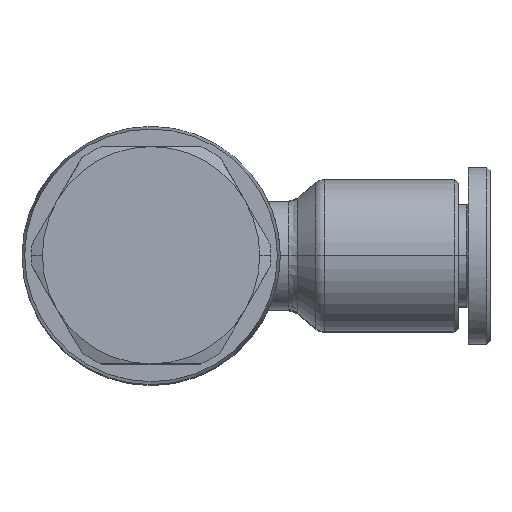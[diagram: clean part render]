
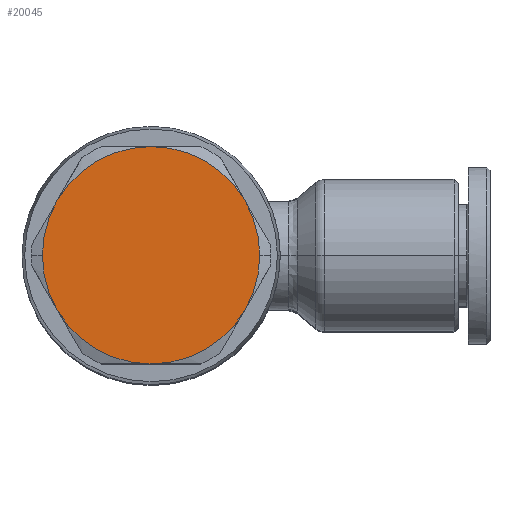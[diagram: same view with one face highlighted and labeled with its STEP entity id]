
A CAD part, top view. The second image highlights one B-rep face of the part: STEP entity #20045.
In plain terms, the highlighted planar face has unit normal (0, 0, 1).
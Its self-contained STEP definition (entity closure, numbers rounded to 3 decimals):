
#1893=CARTESIAN_POINT('',(-6.,0.,12.));
#1894=VERTEX_POINT('',#1893);
#1902=CARTESIAN_POINT('',(-4.928,-4.,12.));
#1903=VERTEX_POINT('',#1902);
#1917=CARTESIAN_POINT('',(2.,0.,12.));
#1918=DIRECTION('',(0.0,0.0,1.0));
#1919=DIRECTION('',(1.0,0.0,0.0));
#1920=AXIS2_PLACEMENT_3D('',#1917,#1918,#1919);
#1921=CIRCLE('',#1920,8.);
#1922=EDGE_CURVE('',#1894,#1903,#1921,.T.);
#1932=CARTESIAN_POINT('',(10.,0.,12.0));
#1933=VERTEX_POINT('',#1932);
#1940=CARTESIAN_POINT('',(8.928,-4.,12.));
#1941=VERTEX_POINT('',#1940);
#1942=CARTESIAN_POINT('',(2.,0.,12.));
#1943=DIRECTION('',(0.0,0.0,1.0));
#1944=DIRECTION('',(1.0,0.0,0.0));
#1945=AXIS2_PLACEMENT_3D('',#1942,#1943,#1944);
#1946=CIRCLE('',#1945,8.);
#1947=EDGE_CURVE('',#1941,#1933,#1946,.T.);
#19439=CARTESIAN_POINT('',(8.928,4.,12.));
#19440=VERTEX_POINT('',#19439);
#19463=CARTESIAN_POINT('',(2.,8.0,12.));
#19464=VERTEX_POINT('',#19463);
#19478=CARTESIAN_POINT('',(2.,0.,12.));
#19479=DIRECTION('',(0.0,0.0,1.0));
#19480=DIRECTION('',(1.0,0.0,0.0));
#19481=AXIS2_PLACEMENT_3D('',#19478,#19479,#19480);
#19482=CIRCLE('',#19481,8.);
#19483=EDGE_CURVE('',#19440,#19464,#19482,.T.);
#19516=CARTESIAN_POINT('',(2.,0.,12.));
#19517=DIRECTION('',(0.0,0.0,1.0));
#19518=DIRECTION('',(1.0,0.0,0.0));
#19519=AXIS2_PLACEMENT_3D('',#19516,#19517,#19518);
#19520=CIRCLE('',#19519,8.);
#19521=EDGE_CURVE('',#1933,#19440,#19520,.T.);
#19533=CARTESIAN_POINT('',(2.,-8.0,12.));
#19534=VERTEX_POINT('',#19533);
#19570=CARTESIAN_POINT('',(2.,0.,12.));
#19571=DIRECTION('',(0.0,0.0,1.0));
#19572=DIRECTION('',(1.0,0.0,0.0));
#19573=AXIS2_PLACEMENT_3D('',#19570,#19571,#19572);
#19574=CIRCLE('',#19573,8.);
#19575=EDGE_CURVE('',#19534,#1941,#19574,.T.);
#19600=CARTESIAN_POINT('',(2.,0.,12.));
#19601=DIRECTION('',(0.0,0.0,1.0));
#19602=DIRECTION('',(1.0,0.0,0.0));
#19603=AXIS2_PLACEMENT_3D('',#19600,#19601,#19602);
#19604=CIRCLE('',#19603,8.);
#19605=EDGE_CURVE('',#1903,#19534,#19604,.T.);
#19638=CARTESIAN_POINT('',(-4.928,4.,12.));
#19639=VERTEX_POINT('',#19638);
#19640=CARTESIAN_POINT('',(2.,0.,12.));
#19641=DIRECTION('',(0.0,0.0,1.0));
#19642=DIRECTION('',(1.0,0.0,0.0));
#19643=AXIS2_PLACEMENT_3D('',#19640,#19641,#19642);
#19644=CIRCLE('',#19643,8.);
#19645=EDGE_CURVE('',#19639,#1894,#19644,.T.);
#19692=CARTESIAN_POINT('',(2.,0.,12.));
#19693=DIRECTION('',(0.0,0.0,1.0));
#19694=DIRECTION('',(1.0,0.0,0.0));
#19695=AXIS2_PLACEMENT_3D('',#19692,#19693,#19694);
#19696=CIRCLE('',#19695,8.);
#19697=EDGE_CURVE('',#19464,#19639,#19696,.T.);
#20030=CARTESIAN_POINT('',(6.75,0.,12.));
#20031=DIRECTION('',(0.0,0.0,1.0));
#20032=DIRECTION('',(-1.0,0.0,0.0));
#20033=AXIS2_PLACEMENT_3D('',#20030,#20031,#20032);
#20034=PLANE('',#20033);
#20035=ORIENTED_EDGE('',*,*,#19697,.T.);
#20036=ORIENTED_EDGE('',*,*,#19645,.T.);
#20037=ORIENTED_EDGE('',*,*,#1922,.T.);
#20038=ORIENTED_EDGE('',*,*,#19605,.T.);
#20039=ORIENTED_EDGE('',*,*,#19575,.T.);
#20040=ORIENTED_EDGE('',*,*,#1947,.T.);
#20041=ORIENTED_EDGE('',*,*,#19521,.T.);
#20042=ORIENTED_EDGE('',*,*,#19483,.T.);
#20043=EDGE_LOOP('',(#20035,#20036,#20037,#20038,#20039,#20040,#20041,#20042));
#20044=FACE_OUTER_BOUND('',#20043,.T.);
#20045=ADVANCED_FACE('',(#20044),#20034,.T.);
